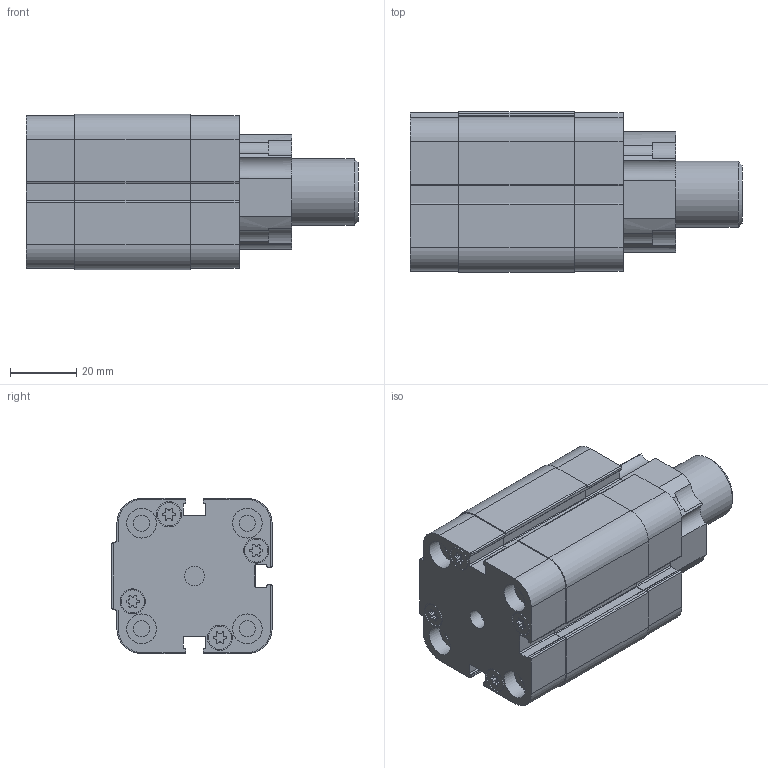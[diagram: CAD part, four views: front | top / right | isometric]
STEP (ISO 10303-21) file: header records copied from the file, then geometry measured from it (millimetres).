
FILE_DESCRIPTION(/* description */ ('Alibre Inc.'),/* implementation_level */ '2;1');
FILE_NAME(/* name */ 'export-E7DD18FB-781F-4225-9E60-01F3D73ADAFE',/* time_stamp */ '2023-02-04T15:05:31+01:00',/* author */ (''),/* organization */ (''),/* preprocessor_version */ 'ST-DEVELOPER v17',/* originating_system */ 'Alibre',/* authorisation */ '');
FILE_SCHEMA (('AUTOMOTIVE_DESIGN'));
Length unit declared in the file: millimetre
Products named in the file (5): CSC_3220_31_ROD; 322331; CSC_3220_BR; 322331_hr; 23B0320020XP/31-0--
Bounding box: 100.5 x 48.5 x 47 mm (x, y, z)
Volume: 133905.9 mm3; surface area: 41505.5 mm2
Topology: 4 solids, 4 shells, 512 faces, 1459 edges, 982 vertices
Faces by surface type: cylinder 263, plane 246, cone 3
Full cylindrical faces by diameter (mm): 4.917 x8, 6 x1, 7 x8, 7.6 x8, 8.566 x2, 9 x8, 20 x2, 32 x2
Entity records: 16757 total; most frequent: CARTESIAN_POINT 3043, ORIENTED_EDGE 2916, DIRECTION 2753, EDGE_CURVE 1458, AXIS2_PLACEMENT_3D 1070, VERTEX_POINT 982, VECTOR 859, LINE 859
